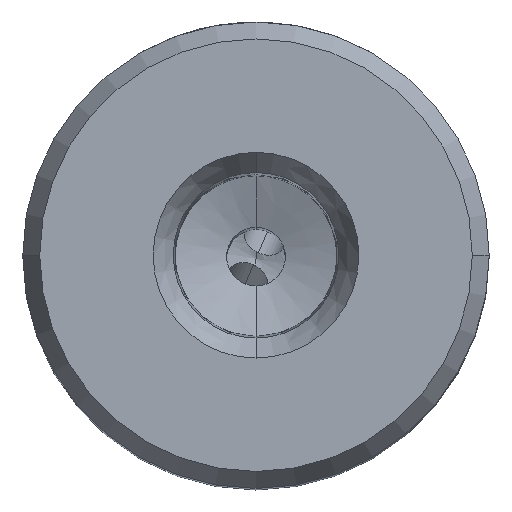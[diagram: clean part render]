
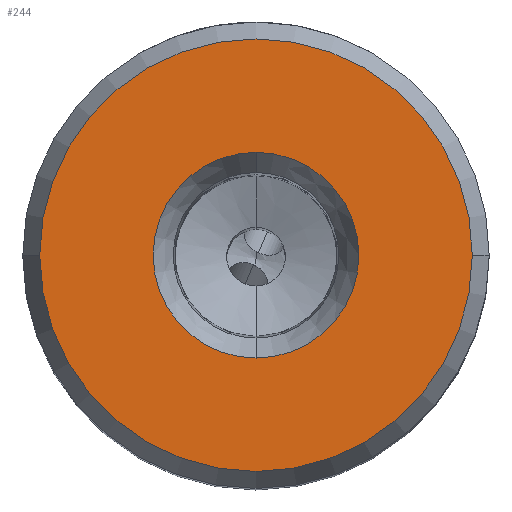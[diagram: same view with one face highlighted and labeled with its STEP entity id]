
A CAD part, top view. The second image highlights one B-rep face of the part: STEP entity #244.
In plain terms, the highlighted planar face has unit normal (0, 0, 1).
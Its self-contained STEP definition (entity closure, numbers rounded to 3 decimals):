
#44=FACE_BOUND('',#551,.T.);
#45=FACE_BOUND('',#552,.T.);
#120=PLANE('',#2996);
#244=ADVANCED_FACE('',(#44,#45),#120,.T.);
#551=EDGE_LOOP('',(#1239,#1240));
#552=EDGE_LOOP('',(#1241,#1242));
#657=CIRCLE('',#2988,7.);
#658=CIRCLE('',#2990,7.);
#659=CIRCLE('',#2992,14.72);
#661=CIRCLE('',#2995,14.72);
#1239=ORIENTED_EDGE('',*,*,#2317,.F.);
#1240=ORIENTED_EDGE('',*,*,#2320,.F.);
#1241=ORIENTED_EDGE('',*,*,#2325,.F.);
#1242=ORIENTED_EDGE('',*,*,#2322,.F.);
#1945=VERTEX_POINT('',#7815);
#1946=VERTEX_POINT('',#7816);
#1947=VERTEX_POINT('',#7823);
#1949=VERTEX_POINT('',#7826);
#2317=EDGE_CURVE('',#1945,#1946,#657,.T.);
#2320=EDGE_CURVE('',#1946,#1945,#658,.T.);
#2322=EDGE_CURVE('',#1947,#1949,#659,.T.);
#2325=EDGE_CURVE('',#1949,#1947,#661,.T.);
#2988=AXIS2_PLACEMENT_3D('',#7814,#3305,#3306);
#2990=AXIS2_PLACEMENT_3D('',#7820,#3311,#3312);
#2992=AXIS2_PLACEMENT_3D('',#7825,#3316,#3317);
#2995=AXIS2_PLACEMENT_3D('',#7831,#3323,#3324);
#2996=AXIS2_PLACEMENT_3D('',#7832,#3325,#3326);
#3305=DIRECTION('',(0.,0.,1.));
#3306=DIRECTION('',(0.,-1.,0.));
#3311=DIRECTION('',(0.,0.,1.));
#3312=DIRECTION('',(0.,1.,0.));
#3316=DIRECTION('',(0.,0.,-1.));
#3317=DIRECTION('',(1.,0.,0.));
#3323=DIRECTION('',(0.,0.,-1.));
#3324=DIRECTION('',(-1.,0.,0.));
#3325=DIRECTION('',(0.,0.,1.));
#3326=DIRECTION('',(1.,0.,0.));
#7814=CARTESIAN_POINT('',(0.,0.,30.2));
#7815=CARTESIAN_POINT('',(0.,-7.,30.2));
#7816=CARTESIAN_POINT('',(0.,7.,30.2));
#7820=CARTESIAN_POINT('',(0.,0.,30.2));
#7823=CARTESIAN_POINT('',(14.72,0.,30.2));
#7825=CARTESIAN_POINT('',(0.,0.,30.2));
#7826=CARTESIAN_POINT('',(-14.72,0.,30.2));
#7831=CARTESIAN_POINT('',(0.,0.,30.2));
#7832=CARTESIAN_POINT('',(0.,0.,30.2));
